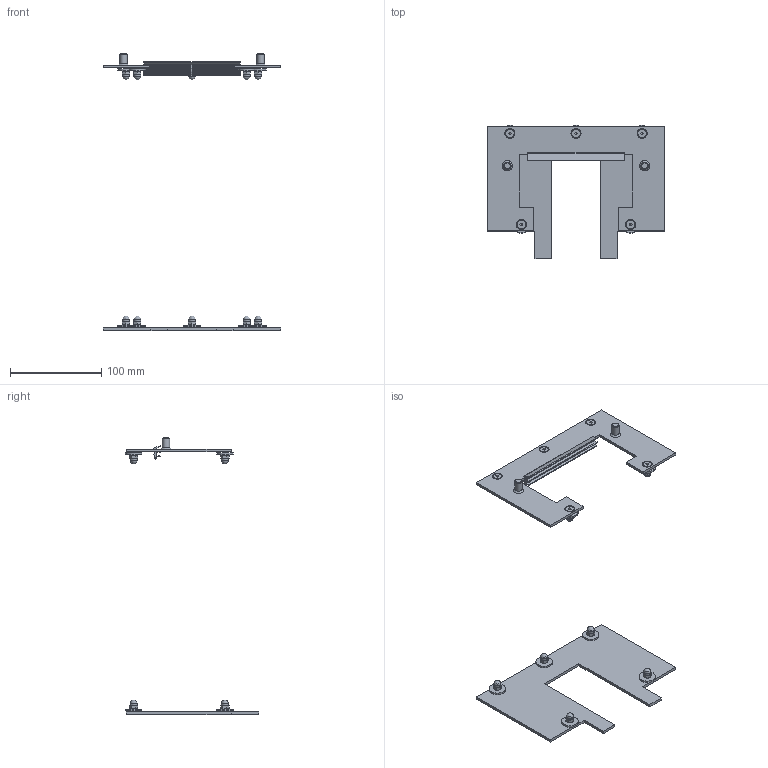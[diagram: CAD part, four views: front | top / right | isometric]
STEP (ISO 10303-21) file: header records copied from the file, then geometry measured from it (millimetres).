
FILE_DESCRIPTION(/* description */ ('FB-Befestigungssatz LR 90'),/* implementation_level */ '2;1');
FILE_NAME(/* name */ '333011-0.step',/* time_stamp */ '2021-09-06T14:48:40+02:00',/* author */ ('Pleli-Schmidt'),/* organization */ (''),/* preprocessor_version */ 'ST-DEVELOPER v18.1',/* originating_system */ 'Autodesk Inventor 2021',/* authorisation */ '');
FILE_SCHEMA (('AUTOMOTIVE_DESIGN { 1 0 10303 214 3 1 1 }'));
Length unit declared in the file: millimetre
Products named in the file (8): leer; 33-3011-1FZ.001; 33-3011-2FZ.002; leer_1; leer_2; 21-1098-5FZ.001; leer_3; Protec-Zeichnung 1065
Assembly tree (35 placements, depth 2):
  leer
    33-3011-1FZ.001
    33-3011-2FZ.002
    leer_1  x10
    leer_2  x10
    21-1098-5FZ.001  x10
    leer_3  x2
    Protec-Zeichnung 1065
Bounding box: 195 x 146 x 304.14 mm (x, y, z)
Volume: 110994 mm3; surface area: 89925.9 mm2
Topology: 35 solids, 35 shells, 477 faces, 1117 edges, 700 vertices
Faces by surface type: plane 239, cone 138, cylinder 90, sphere 10
Full cylindrical faces by diameter (mm): 4.134 x10, 5 x10, 5.5 x10, 5.8 x10, 7.5 x10, 8 x2, 9.43 x10, 15.24 x2, 18 x10
Entity records: 4439 total; most frequent: CARTESIAN_POINT 771, DIRECTION 734, ORIENTED_EDGE 646, EDGE_CURVE 323, AXIS2_PLACEMENT_3D 269, VERTEX_POINT 210, LINE 196, VECTOR 196
